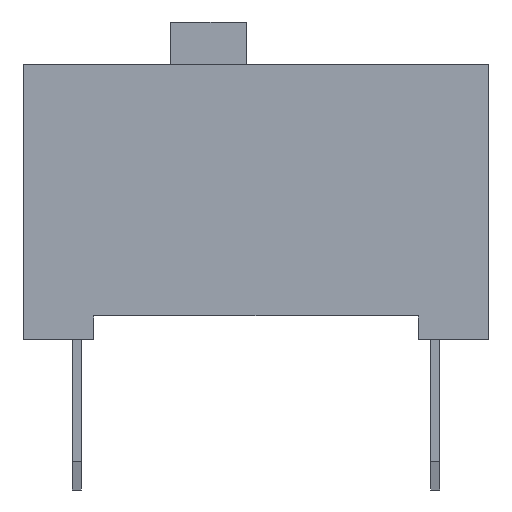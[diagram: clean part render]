
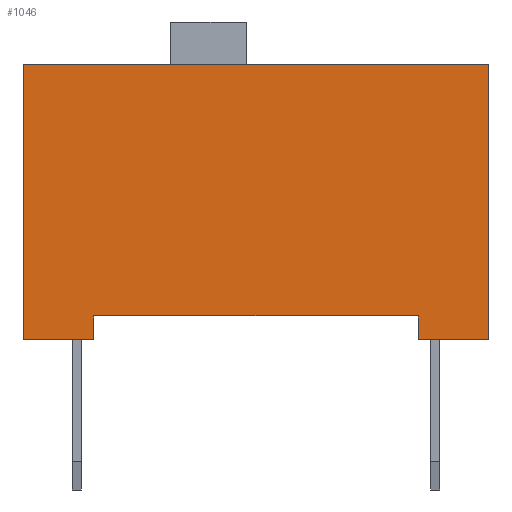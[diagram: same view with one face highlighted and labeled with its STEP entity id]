
A CAD part, left-side view. The second image highlights one B-rep face of the part: STEP entity #1046.
In plain terms, the highlighted planar face has unit normal (-1, 0, 0).
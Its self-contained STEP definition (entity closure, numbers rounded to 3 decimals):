
#159 = VERTEX_POINT('',#160);
#160 = CARTESIAN_POINT('',(-2.4,0.36,0.5));
#166 = EDGE_CURVE('',#167,#159,#169,.T.);
#167 = VERTEX_POINT('',#168);
#168 = CARTESIAN_POINT('',(-2.4,7.26,0.5));
#169 = LINE('',#170,#171);
#170 = CARTESIAN_POINT('',(-2.4,6.285,0.5));
#171 = VECTOR('',#172,1.);
#172 = DIRECTION('',(0.,-1.,0.));
#817 = VERTEX_POINT('',#818);
#818 = CARTESIAN_POINT('',(-2.4,-1.14,0.));
#826 = EDGE_CURVE('',#817,#827,#829,.T.);
#827 = VERTEX_POINT('',#828);
#828 = CARTESIAN_POINT('',(-2.4,-1.14,5.85));
#829 = LINE('',#830,#831);
#830 = CARTESIAN_POINT('',(-2.4,-1.14,0.));
#831 = VECTOR('',#832,1.);
#832 = DIRECTION('',(0.,0.,1.));
#963 = VERTEX_POINT('',#964);
#964 = CARTESIAN_POINT('',(-2.4,8.76,5.85));
#970 = EDGE_CURVE('',#971,#963,#973,.T.);
#971 = VERTEX_POINT('',#972);
#972 = CARTESIAN_POINT('',(-2.4,8.76,0.));
#973 = LINE('',#974,#975);
#974 = CARTESIAN_POINT('',(-2.4,8.76,0.));
#975 = VECTOR('',#976,1.);
#976 = DIRECTION('',(0.,0.,1.));
#1027 = VERTEX_POINT('',#1028);
#1028 = CARTESIAN_POINT('',(-2.4,7.26,0.));
#1036 = EDGE_CURVE('',#167,#1027,#1037,.T.);
#1037 = LINE('',#1038,#1039);
#1038 = CARTESIAN_POINT('',(-2.4,7.26,0.));
#1039 = VECTOR('',#1040,1.);
#1040 = DIRECTION('',(0.,0.,-1.));
#1046 = ADVANCED_FACE('',(#1047),#1079,.F.);
#1047 = FACE_BOUND('',#1048,.F.);
#1048 = EDGE_LOOP('',(#1049,#1055,#1056,#1062,#1063,#1071,#1077,#1078));
#1049 = ORIENTED_EDGE('',*,*,#1050,.F.);
#1050 = EDGE_CURVE('',#971,#1027,#1051,.T.);
#1051 = LINE('',#1052,#1053);
#1052 = CARTESIAN_POINT('',(-2.4,8.76,0.));
#1053 = VECTOR('',#1054,1.);
#1054 = DIRECTION('',(0.,-1.,0.));
#1055 = ORIENTED_EDGE('',*,*,#970,.T.);
#1056 = ORIENTED_EDGE('',*,*,#1057,.T.);
#1057 = EDGE_CURVE('',#963,#827,#1058,.T.);
#1058 = LINE('',#1059,#1060);
#1059 = CARTESIAN_POINT('',(-2.4,8.76,5.85));
#1060 = VECTOR('',#1061,1.);
#1061 = DIRECTION('',(0.,-1.,0.));
#1062 = ORIENTED_EDGE('',*,*,#826,.F.);
#1063 = ORIENTED_EDGE('',*,*,#1064,.F.);
#1064 = EDGE_CURVE('',#1065,#817,#1067,.T.);
#1065 = VERTEX_POINT('',#1066);
#1066 = CARTESIAN_POINT('',(-2.4,0.36,0.));
#1067 = LINE('',#1068,#1069);
#1068 = CARTESIAN_POINT('',(-2.4,8.76,0.));
#1069 = VECTOR('',#1070,1.);
#1070 = DIRECTION('',(0.,-1.,0.));
#1071 = ORIENTED_EDGE('',*,*,#1072,.T.);
#1072 = EDGE_CURVE('',#1065,#159,#1073,.T.);
#1073 = LINE('',#1074,#1075);
#1074 = CARTESIAN_POINT('',(-2.4,0.36,0.));
#1075 = VECTOR('',#1076,1.);
#1076 = DIRECTION('',(0.,0.,1.));
#1077 = ORIENTED_EDGE('',*,*,#166,.F.);
#1078 = ORIENTED_EDGE('',*,*,#1036,.T.);
#1079 = PLANE('',#1080);
#1080 = AXIS2_PLACEMENT_3D('',#1081,#1082,#1083);
#1081 = CARTESIAN_POINT('',(-2.4,8.76,0.));
#1082 = DIRECTION('',(1.,0.,0.));
#1083 = DIRECTION('',(0.,-1.,0.));
